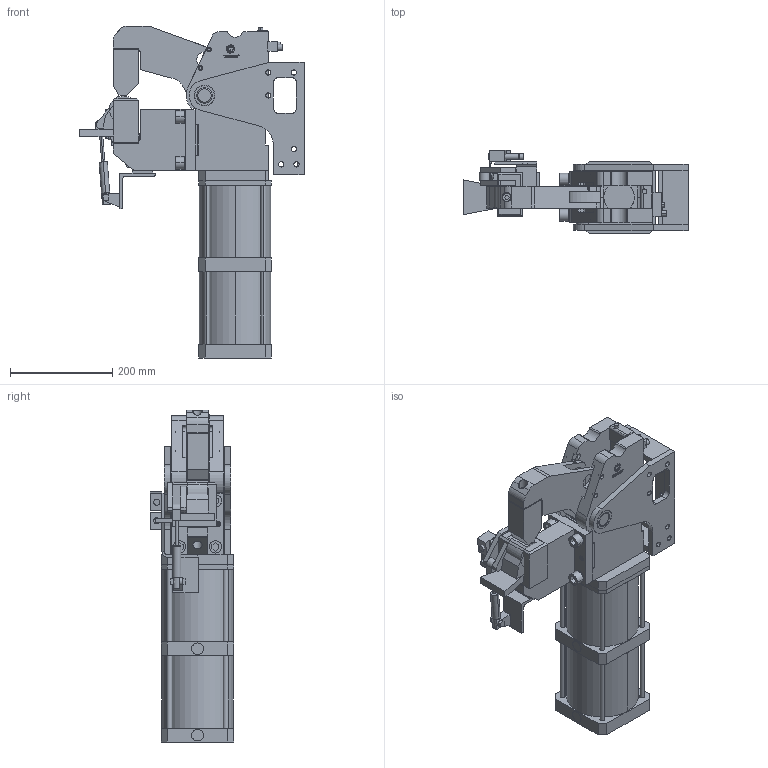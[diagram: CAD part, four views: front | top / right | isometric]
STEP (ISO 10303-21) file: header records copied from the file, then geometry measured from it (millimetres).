
FILE_DESCRIPTION(('CATIA V5 STEP Exchange'),'2;1');
FILE_NAME('PFS_900-120_PU_6-8_A3_PRAEGEZANGE_263437.stp','2011-10-27T06:13:00+00:00',('none'),('none'),'CATIA Version 5 Release 19 SP 3 (IN-10)','CATIA V5 STEP AP203','none');
FILE_SCHEMA(('CONFIG_CONTROL_DESIGN'));
Length unit declared in the file: millimetre
Products named in the file (1): 7472523100_PFS_900-120PU_6-8_A3_PRAEGEZANGE_091028
Bounding box: 439 x 163.6 x 650 mm (x, y, z)
Volume: 8309782.3 mm3; surface area: 1297033.2 mm2
Topology: 64 solids, 76 shells, 886 faces, 2232 edges, 1530 vertices
Faces by surface type: plane 466, cylinder 352, cone 68
Entity records: 25414 total; most frequent: CARTESIAN_POINT 5315, ORIENTED_EDGE 4226, DIRECTION 3388, EDGE_CURVE 2188, VERTEX_POINT 1488, AXIS2_PLACEMENT_3D 1434, VECTOR 1251, LINE 1251
